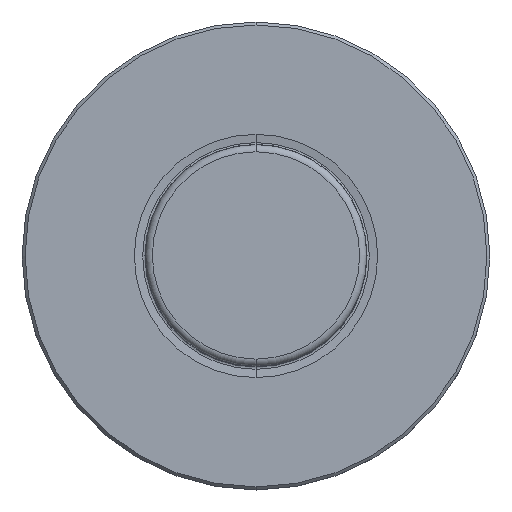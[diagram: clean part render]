
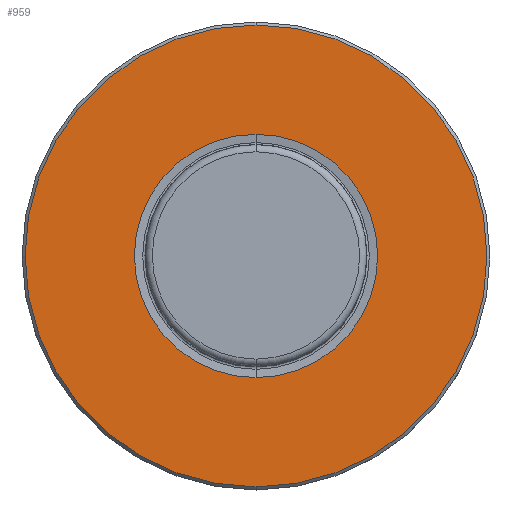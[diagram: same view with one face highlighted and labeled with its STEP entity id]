
A CAD part, top view. The second image highlights one B-rep face of the part: STEP entity #959.
In plain terms, the highlighted face is planar.
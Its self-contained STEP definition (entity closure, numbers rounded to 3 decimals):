
#288=CARTESIAN_POINT('',(0.,0.,0.));
#289=DIRECTION('',(0.,0.,1.));
#290=DIRECTION('',(0.,-1.,0.));
#291=AXIS2_PLACEMENT_3D('',#288,#289,#290);
#310=CARTESIAN_POINT('',(0.,0.,0.));
#311=DIRECTION('',(0.,0.,1.));
#312=DIRECTION('',(0.,1.,0.));
#313=AXIS2_PLACEMENT_3D('',#310,#311,#312);
#318=CARTESIAN_POINT('',(0.,0.,0.));
#319=DIRECTION('',(0.,0.,-1.));
#320=DIRECTION('',(0.,1.,0.));
#321=AXIS2_PLACEMENT_3D('',#318,#319,#320);
#326=CARTESIAN_POINT('',(0.,0.,0.));
#327=DIRECTION('',(0.,0.,-1.));
#328=DIRECTION('',(0.,-1.,0.));
#329=AXIS2_PLACEMENT_3D('',#326,#327,#328);
#637=CARTESIAN_POINT('',(0.,38.475,0.));
#639=VERTEX_POINT('',#637);
#648=CARTESIAN_POINT('',(0.,-38.475,0.));
#650=VERTEX_POINT('',#648);
#670=CARTESIAN_POINT('',(0.,20.265,0.));
#671=VERTEX_POINT('',#670);
#674=CARTESIAN_POINT('',(0.,-20.265,0.));
#675=VERTEX_POINT('',#674);
#944=CARTESIAN_POINT('',(0.,0.,0.));
#945=DIRECTION('',(0.,0.,-1.));
#946=DIRECTION('',(0.,-1.,0.));
#947=AXIS2_PLACEMENT_3D('',#944,#945,#946);
#948=PLANE('',#947);
#949=ORIENTED_EDGE('',*,*,#939,.T.);
#950=ORIENTED_EDGE('',*,*,#923,.T.);
#951=EDGE_LOOP('',(#949,#950));
#952=FACE_OUTER_BOUND('',#951,.F.);
#954=ORIENTED_EDGE('',*,*,#953,.T.);
#956=ORIENTED_EDGE('',*,*,#955,.T.);
#957=EDGE_LOOP('',(#954,#956));
#958=FACE_BOUND('',#957,.F.);
#292=CIRCLE('',#291,38.475);
#314=CIRCLE('',#313,38.475);
#322=CIRCLE('',#321,20.265);
#330=CIRCLE('',#329,20.265);
#923=EDGE_CURVE('',#650,#639,#292,.T.);
#939=EDGE_CURVE('',#639,#650,#314,.T.);
#953=EDGE_CURVE('',#671,#675,#322,.T.);
#955=EDGE_CURVE('',#675,#671,#330,.T.);
#959=ADVANCED_FACE('',(#952,#958),#948,.T.);
